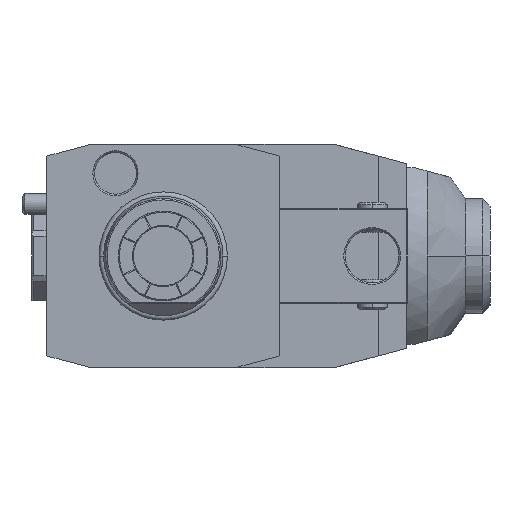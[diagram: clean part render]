
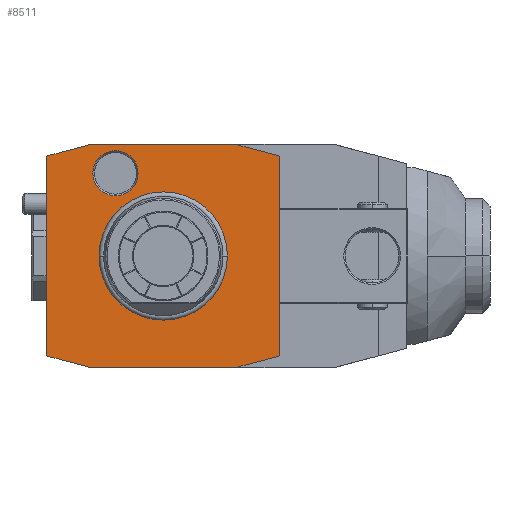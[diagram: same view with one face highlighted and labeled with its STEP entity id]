
A CAD part, front view. The second image highlights one B-rep face of the part: STEP entity #8511.
In plain terms, the highlighted planar face has unit normal (0, -1, 0).
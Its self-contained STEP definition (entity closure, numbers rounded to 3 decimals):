
#1=DIRECTION('',(-1.,0.,0.));
#2=VECTOR('',#1,48.);
#3=CARTESIAN_POINT('',(24.,0.,37.5));
#4=LINE('',#3,#2);
#5=DIRECTION('',(-0.966,0.,0.259));
#6=VECTOR('',#5,15.529);
#7=CARTESIAN_POINT('',(39.,0.,33.481));
#8=LINE('',#7,#6);
#9=DIRECTION('',(0.,0.,1.));
#10=VECTOR('',#9,66.962);
#11=CARTESIAN_POINT('',(39.,0.,-33.481));
#12=LINE('',#11,#10);
#13=DIRECTION('',(0.966,0.,0.259));
#14=VECTOR('',#13,15.529);
#15=CARTESIAN_POINT('',(24.,0.,-37.5));
#16=LINE('',#15,#14);
#17=DIRECTION('',(1.,0.,0.));
#18=VECTOR('',#17,48.);
#19=CARTESIAN_POINT('',(-24.,0.,-37.5));
#20=LINE('',#19,#18);
#21=DIRECTION('',(0.966,0.,-0.259));
#22=VECTOR('',#21,15.529);
#23=CARTESIAN_POINT('',(-39.,0.,-33.481));
#24=LINE('',#23,#22);
#25=DIRECTION('',(0.,0.,-1.));
#26=VECTOR('',#25,66.962);
#27=CARTESIAN_POINT('',(-39.,0.,33.481));
#28=LINE('',#27,#26);
#29=DIRECTION('',(-0.966,0.,-0.259));
#30=VECTOR('',#29,15.529);
#31=CARTESIAN_POINT('',(-24.,0.,37.5));
#32=LINE('',#31,#30);
#33=CARTESIAN_POINT('',(-16.,0.,27.713));
#34=DIRECTION('',(0.,1.,0.));
#35=DIRECTION('',(1.,0.,0.));
#36=AXIS2_PLACEMENT_3D('',#33,#34,#35);
#38=CARTESIAN_POINT('',(-16.,0.,27.713));
#39=DIRECTION('',(0.,1.,0.));
#40=DIRECTION('',(-1.,0.,0.));
#41=AXIS2_PLACEMENT_3D('',#38,#39,#40);
#5345=CARTESIAN_POINT('',(0.,0.,0.));
#5346=DIRECTION('',(0.,-1.,0.));
#5347=DIRECTION('',(1.,0.,0.));
#5348=AXIS2_PLACEMENT_3D('',#5345,#5346,#5347);
#5350=CARTESIAN_POINT('',(0.,0.,0.));
#5351=DIRECTION('',(0.,-1.,0.));
#5352=DIRECTION('',(-1.,0.,0.));
#5353=AXIS2_PLACEMENT_3D('',#5350,#5351,#5352);
#7536=CARTESIAN_POINT('',(-8.423,0.,27.713));
#7537=CARTESIAN_POINT('',(-23.577,0.,27.713));
#7538=VERTEX_POINT('',#7536);
#7539=VERTEX_POINT('',#7537);
#8266=CARTESIAN_POINT('',(24.,0.,37.5));
#8267=CARTESIAN_POINT('',(-24.,0.,37.5));
#8268=VERTEX_POINT('',#8266);
#8269=VERTEX_POINT('',#8267);
#8270=CARTESIAN_POINT('',(-39.,0.,33.481));
#8271=VERTEX_POINT('',#8270);
#8272=CARTESIAN_POINT('',(-39.,0.,-33.481));
#8273=VERTEX_POINT('',#8272);
#8274=CARTESIAN_POINT('',(-24.,0.,-37.5));
#8275=VERTEX_POINT('',#8274);
#8276=CARTESIAN_POINT('',(24.,0.,-37.5));
#8277=VERTEX_POINT('',#8276);
#8278=CARTESIAN_POINT('',(39.,0.,-33.481));
#8279=VERTEX_POINT('',#8278);
#8280=CARTESIAN_POINT('',(39.,0.,33.481));
#8281=VERTEX_POINT('',#8280);
#8346=CARTESIAN_POINT('',(21.137,0.,0.));
#8347=CARTESIAN_POINT('',(-21.137,0.,0.));
#8348=VERTEX_POINT('',#8346);
#8349=VERTEX_POINT('',#8347);
#8476=CARTESIAN_POINT('',(0.,0.,0.));
#8477=DIRECTION('',(0.,-1.,0.));
#8478=DIRECTION('',(-1.,0.,0.));
#8479=AXIS2_PLACEMENT_3D('',#8476,#8477,#8478);
#8480=PLANE('',#8479);
#8482=ORIENTED_EDGE('',*,*,#8481,.F.);
#8484=ORIENTED_EDGE('',*,*,#8483,.F.);
#8486=ORIENTED_EDGE('',*,*,#8485,.F.);
#8488=ORIENTED_EDGE('',*,*,#8487,.F.);
#8490=ORIENTED_EDGE('',*,*,#8489,.F.);
#8492=ORIENTED_EDGE('',*,*,#8491,.F.);
#8494=ORIENTED_EDGE('',*,*,#8493,.F.);
#8496=ORIENTED_EDGE('',*,*,#8495,.F.);
#8497=EDGE_LOOP('',(#8482,#8484,#8486,#8488,#8490,#8492,#8494,#8496));
#8498=FACE_OUTER_BOUND('',#8497,.F.);
#8500=ORIENTED_EDGE('',*,*,#8499,.T.);
#8502=ORIENTED_EDGE('',*,*,#8501,.T.);
#8503=EDGE_LOOP('',(#8500,#8502));
#8504=FACE_BOUND('',#8503,.F.);
#8506=ORIENTED_EDGE('',*,*,#8505,.F.);
#8508=ORIENTED_EDGE('',*,*,#8507,.F.);
#8509=EDGE_LOOP('',(#8506,#8508));
#8510=FACE_BOUND('',#8509,.F.);
#37=CIRCLE('',#36,7.577);
#42=CIRCLE('',#41,7.577);
#5349=CIRCLE('',#5348,21.137);
#5354=CIRCLE('',#5353,21.137);
#8481=EDGE_CURVE('',#8268,#8269,#4,.T.);
#8483=EDGE_CURVE('',#8281,#8268,#8,.T.);
#8485=EDGE_CURVE('',#8279,#8281,#12,.T.);
#8487=EDGE_CURVE('',#8277,#8279,#16,.T.);
#8489=EDGE_CURVE('',#8275,#8277,#20,.T.);
#8491=EDGE_CURVE('',#8273,#8275,#24,.T.);
#8493=EDGE_CURVE('',#8271,#8273,#28,.T.);
#8495=EDGE_CURVE('',#8269,#8271,#32,.T.);
#8499=EDGE_CURVE('',#8348,#8349,#5349,.T.);
#8501=EDGE_CURVE('',#8349,#8348,#5354,.T.);
#8505=EDGE_CURVE('',#7538,#7539,#37,.T.);
#8507=EDGE_CURVE('',#7539,#7538,#42,.T.);
#8511=ADVANCED_FACE('',(#8498,#8504,#8510),#8480,.T.);
